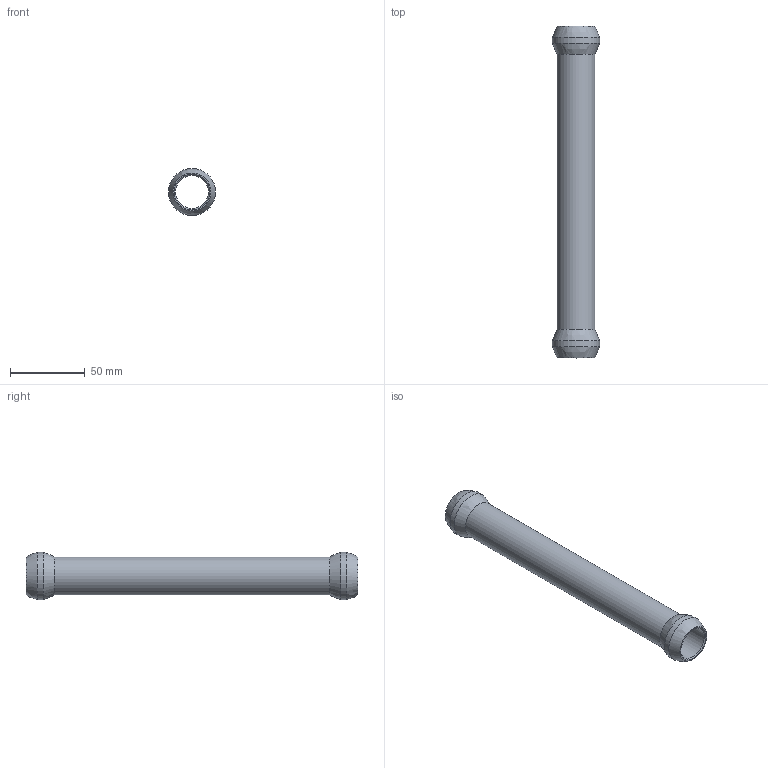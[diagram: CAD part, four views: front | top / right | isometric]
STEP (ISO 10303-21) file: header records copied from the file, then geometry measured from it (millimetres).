
FILE_DESCRIPTION (( 'STEP AP214' ), '1' );
FILE_NAME ('AFSB-3-8.STEP', '2023-03-08T19:50:28', ( '' ), ( '' ), 'SwSTEP 2.0', 'SolidWorks 2021', '' );
FILE_SCHEMA (( 'AUTOMOTIVE_DESIGN' ));
Length unit declared in the file: inch
Products named in the file (1): AFSB-3-8
Bounding box: 31.5 x 222.25 x 31.5 mm (x, y, z)
Volume: 33455.9 mm3; surface area: 34165.2 mm2
Topology: 1 solids, 1 shells, 12 faces, 20 edges, 14 vertices
Faces by surface type: cylinder 4, bspline 4, cone 2, plane 2
Full cylindrical faces by diameter (mm): 22.225 x1, 25.4 x1, 31.496 x2
Entity records: 514 total; most frequent: CARTESIAN_POINT 285, DIRECTION 38, EDGE_LOOP 24, ORIENTED_EDGE 24, AXIS2_PLACEMENT_3D 19, FACE_OUTER_BOUND 16, VERTEX_POINT 12, EDGE_CURVE 12
